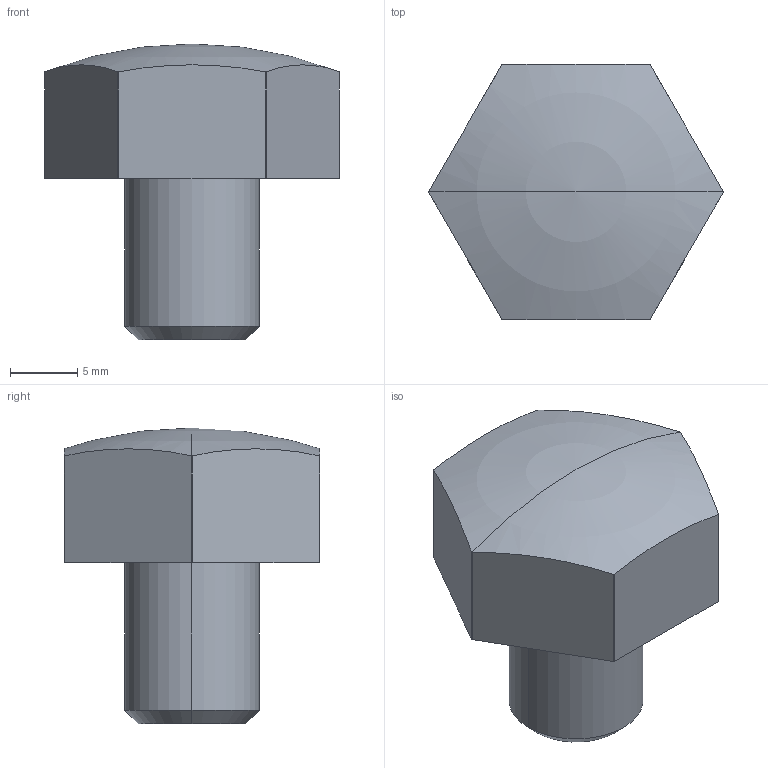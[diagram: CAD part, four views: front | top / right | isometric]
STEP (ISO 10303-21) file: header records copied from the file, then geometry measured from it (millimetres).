
FILE_DESCRIPTION(('STEP AP214'),'1');
FILE_NAME('HALDERN_EH_22690_0131.stp','2017-07-04T09:13:39',('TraceParts'),('TraceParts S.A.'),'Spatial InterOp 3D',' ',' ');
FILE_SCHEMA(('automotive_design'));
Length unit declared in the file: millimetre
Products named in the file (1): HALDERN_EH_22690_0131
Bounding box: 21.9 x 19 x 22 mm (x, y, z)
Volume: 3787.8 mm3; surface area: 1536.2 mm2
Topology: 1 solids, 1 shells, 22 faces, 56 edges, 35 vertices
Faces by surface type: cylinder 10, plane 8, sphere 2, cone 2
Entity records: 864 total; most frequent: DIRECTION 130, CARTESIAN_POINT 112, ORIENTED_EDGE 108, EDGE_CURVE 54, AXIS2_PLACEMENT_3D 53, VERTEX_POINT 35, CIRCLE 30, LINE 24
